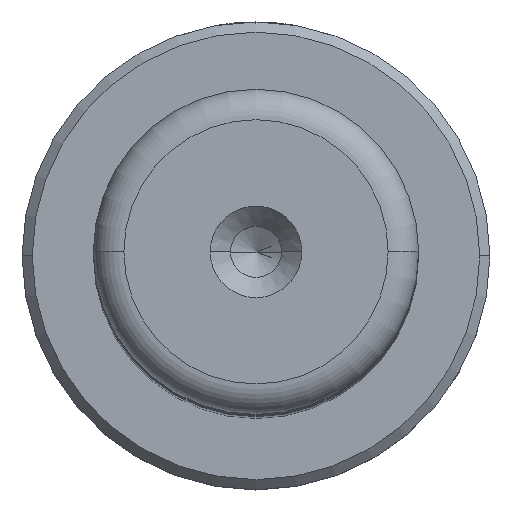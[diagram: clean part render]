
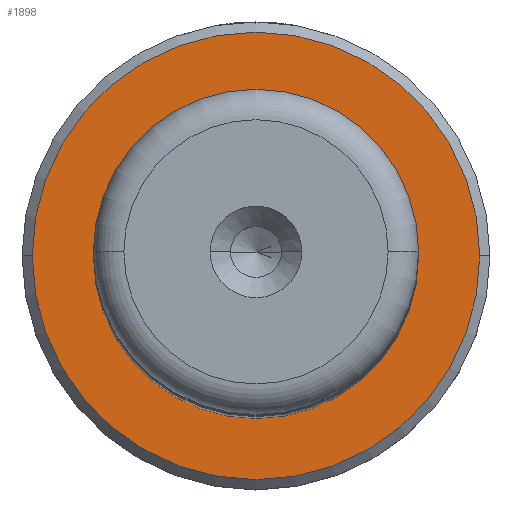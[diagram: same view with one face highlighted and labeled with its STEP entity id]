
A CAD part, top view. The second image highlights one B-rep face of the part: STEP entity #1898.
In plain terms, the highlighted planar face has unit normal (0, 0, 1).
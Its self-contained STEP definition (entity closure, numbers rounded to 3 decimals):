
#47 = CARTESIAN_POINT ( 'NONE',  ( -11., 0., 15. ) ) ;
#74 = EDGE_CURVE ( 'NONE', #2383, #2801, #1728, .T. ) ;
#133 = CARTESIAN_POINT ( 'NONE',  ( 0., 0., 15. ) ) ;
#205 = CARTESIAN_POINT ( 'NONE',  ( 11., 0., 15. ) ) ;
#392 = DIRECTION ( 'NONE',  ( 1., 0., 0. ) ) ;
#457 = ORIENTED_EDGE ( 'NONE', *, *, #2931, .T. ) ;
#548 = VERTEX_POINT ( 'NONE', #2918 ) ;
#555 = EDGE_LOOP ( 'NONE', ( #2674, #1215 ) ) ;
#633 = VERTEX_POINT ( 'NONE', #2517 ) ;
#640 = CARTESIAN_POINT ( 'NONE',  ( 0., 0., 15. ) ) ;
#663 = DIRECTION ( 'NONE',  ( 0., 0., 1. ) ) ;
#681 = FACE_OUTER_BOUND ( 'NONE', #2091, .T. ) ;
#756 = FACE_BOUND ( 'NONE', #555, .T. ) ;
#880 = DIRECTION ( 'NONE',  ( -1., 0., 0. ) ) ;
#893 = CARTESIAN_POINT ( 'NONE',  ( 0., 0., 15. ) ) ;
#1119 = CIRCLE ( 'NONE', #1227, 11. ) ;
#1215 = ORIENTED_EDGE ( 'NONE', *, *, #1683, .T. ) ;
#1227 = AXIS2_PLACEMENT_3D ( 'NONE', #133, #1784, #392 ) ;
#1341 = DIRECTION ( 'NONE',  ( 0., 0., -1. ) ) ;
#1557 = AXIS2_PLACEMENT_3D ( 'NONE', #640, #2246, #880 ) ;
#1683 = EDGE_CURVE ( 'NONE', #548, #633, #2610, .T. ) ;
#1728 = CIRCLE ( 'NONE', #1810, 11. ) ;
#1784 = DIRECTION ( 'NONE',  ( 0., 0., 1. ) ) ;
#1810 = AXIS2_PLACEMENT_3D ( 'NONE', #1919, #1952, #1876 ) ;
#1820 = EDGE_CURVE ( 'NONE', #633, #548, #2570, .T. ) ;
#1876 = DIRECTION ( 'NONE',  ( 1., 0., 0. ) ) ;
#1898 = ADVANCED_FACE ( 'NONE', ( #681, #756 ), #2477, .T. ) ;
#1901 = AXIS2_PLACEMENT_3D ( 'NONE', #2687, #1341, #2916 ) ;
#1919 = CARTESIAN_POINT ( 'NONE',  ( 0., 0., 15. ) ) ;
#1952 = DIRECTION ( 'NONE',  ( 0., 0., 1. ) ) ;
#2091 = EDGE_LOOP ( 'NONE', ( #457, #2437 ) ) ;
#2246 = DIRECTION ( 'NONE',  ( 0., 0., -1. ) ) ;
#2272 = DIRECTION ( 'NONE',  ( 1., 0., 0. ) ) ;
#2383 = VERTEX_POINT ( 'NONE', #205 ) ;
#2437 = ORIENTED_EDGE ( 'NONE', *, *, #74, .T. ) ;
#2477 = PLANE ( 'NONE',  #2645 ) ;
#2517 = CARTESIAN_POINT ( 'NONE',  ( -7.495, 0., 15. ) ) ;
#2570 = CIRCLE ( 'NONE', #1901, 7.495 ) ;
#2610 = CIRCLE ( 'NONE', #1557, 7.495 ) ;
#2645 = AXIS2_PLACEMENT_3D ( 'NONE', #893, #663, #2272 ) ;
#2674 = ORIENTED_EDGE ( 'NONE', *, *, #1820, .T. ) ;
#2687 = CARTESIAN_POINT ( 'NONE',  ( 0., 0., 15. ) ) ;
#2801 = VERTEX_POINT ( 'NONE', #47 ) ;
#2916 = DIRECTION ( 'NONE',  ( -1., 0., 0. ) ) ;
#2918 = CARTESIAN_POINT ( 'NONE',  ( 7.495, 0., 15. ) ) ;
#2931 = EDGE_CURVE ( 'NONE', #2801, #2383, #1119, .T. ) ;
